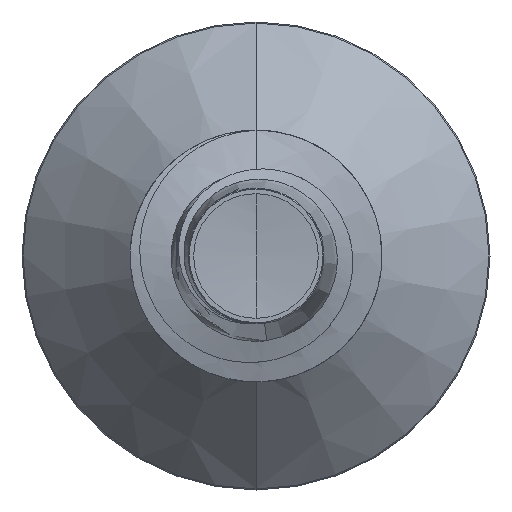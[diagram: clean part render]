
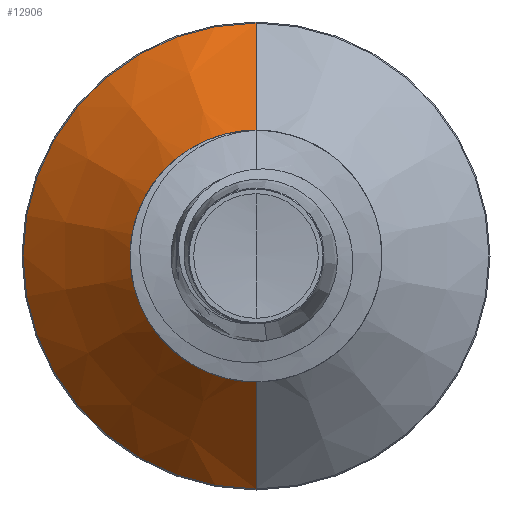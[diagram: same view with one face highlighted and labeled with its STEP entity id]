
A CAD part, front view. The second image highlights one B-rep face of the part: STEP entity #12906.
In plain terms, the highlighted conical face has half-angle 45 degrees and reference radius 2.301 mm.
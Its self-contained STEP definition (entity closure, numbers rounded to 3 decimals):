
#2840 = CARTESIAN_POINT ( 'NONE',  ( 0., 19.401, -2.301 ) ) ;
#2866 = DIRECTION ( 'NONE',  ( 0., 0., 1. ) ) ;
#2945 = DIRECTION ( 'NONE',  ( 0., 0.707, -0.707 ) ) ;
#4599 = VERTEX_POINT ( 'NONE', #21376 ) ;
#4746 = VECTOR ( 'NONE', #16545, 1000. ) ;
#5980 = DIRECTION ( 'NONE',  ( 0., 1., 0. ) ) ;
#7223 = DIRECTION ( 'NONE',  ( 0., 1., 0. ) ) ;
#8014 = VERTEX_POINT ( 'NONE', #11122 ) ;
#8810 = ORIENTED_EDGE ( 'NONE', *, *, #15968, .T. ) ;
#8866 = VECTOR ( 'NONE', #2945, 1000. ) ;
#8959 = VERTEX_POINT ( 'NONE', #2840 ) ;
#10678 = AXIS2_PLACEMENT_3D ( 'NONE', #20002, #7223, #21801 ) ;
#11122 = CARTESIAN_POINT ( 'NONE',  ( 0., 19.401, 2.301 ) ) ;
#11132 = LINE ( 'NONE', #21877, #4746 ) ;
#11882 = CIRCLE ( 'NONE', #10678, 2.301 ) ;
#12679 = CARTESIAN_POINT ( 'NONE',  ( 0., 19.401, -2.301 ) ) ;
#12906 = ADVANCED_FACE ( 'NONE', ( #25953 ), #20554, .T. ) ;
#13757 = CIRCLE ( 'NONE', #16164, 4.628 ) ;
#15073 = ORIENTED_EDGE ( 'NONE', *, *, #16955, .F. ) ;
#15124 = LINE ( 'NONE', #12679, #8866 ) ;
#15759 = EDGE_LOOP ( 'NONE', ( #19519, #24133, #8810, #15073 ) ) ;
#15826 = EDGE_CURVE ( 'NONE', #8959, #8014, #11882, .T. ) ;
#15968 = EDGE_CURVE ( 'NONE', #8014, #4599, #11132, .T. ) ;
#16164 = AXIS2_PLACEMENT_3D ( 'NONE', #19178, #5980, #20812 ) ;
#16545 = DIRECTION ( 'NONE',  ( 0., 0.707, 0.707 ) ) ;
#16562 = EDGE_CURVE ( 'NONE', #8959, #18688, #15124, .T. ) ;
#16831 = CARTESIAN_POINT ( 'NONE',  ( 0., 19.401, 0. ) ) ;
#16955 = EDGE_CURVE ( 'NONE', #18688, #4599, #13757, .T. ) ;
#18688 = VERTEX_POINT ( 'NONE', #19720 ) ;
#19178 = CARTESIAN_POINT ( 'NONE',  ( 0., 21.728, 0. ) ) ;
#19519 = ORIENTED_EDGE ( 'NONE', *, *, #16562, .F. ) ;
#19720 = CARTESIAN_POINT ( 'NONE',  ( 0., 21.728, -4.628 ) ) ;
#20002 = CARTESIAN_POINT ( 'NONE',  ( 0., 19.401, 0. ) ) ;
#20554 = CONICAL_SURFACE ( 'NONE', #25110, 2.301, 0.785 ) ;
#20812 = DIRECTION ( 'NONE',  ( 0., 0., 1. ) ) ;
#21376 = CARTESIAN_POINT ( 'NONE',  ( 0., 21.728, 4.628 ) ) ;
#21801 = DIRECTION ( 'NONE',  ( 0., 0., 1. ) ) ;
#21877 = CARTESIAN_POINT ( 'NONE',  ( 0., 19.401, 2.301 ) ) ;
#24133 = ORIENTED_EDGE ( 'NONE', *, *, #15826, .T. ) ;
#25110 = AXIS2_PLACEMENT_3D ( 'NONE', #16831, #25445, #2866 ) ;
#25445 = DIRECTION ( 'NONE',  ( 0., 1., 0. ) ) ;
#25953 = FACE_OUTER_BOUND ( 'NONE', #15759, .T. ) ;
